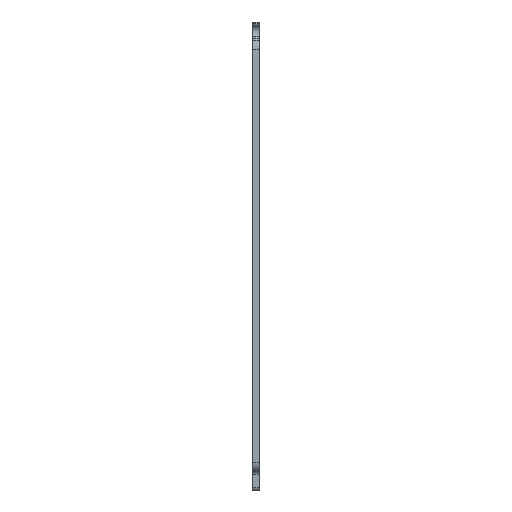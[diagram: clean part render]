
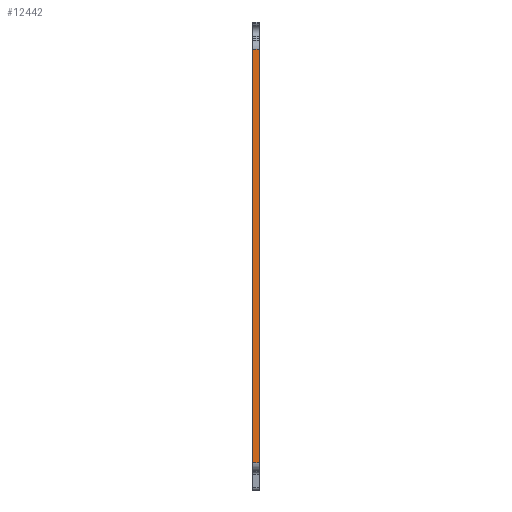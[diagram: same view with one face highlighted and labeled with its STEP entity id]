
A CAD part, left-side view. The second image highlights one B-rep face of the part: STEP entity #12442.
In plain terms, the highlighted planar face has unit normal (-1, 0, 0).
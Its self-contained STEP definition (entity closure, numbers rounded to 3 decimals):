
#188=PLANE('',#13731);
#544=FACE_OUTER_BOUND('',#1329,.T.);
#1329=EDGE_LOOP('',(#9764,#9765,#9766,#9767));
#1946=LINE('',#18270,#3213);
#2268=LINE('',#19557,#3535);
#2605=LINE('',#20798,#3872);
#2606=LINE('',#20800,#3873);
#3213=VECTOR('',#14444,10.);
#3535=VECTOR('',#15416,10.);
#3872=VECTOR('',#16411,10.);
#3873=VECTOR('',#16414,10.);
#5128=VERTEX_POINT('',#18267);
#5129=VERTEX_POINT('',#18269);
#5768=VERTEX_POINT('',#19554);
#5769=VERTEX_POINT('',#19556);
#6416=EDGE_CURVE('',#5129,#5128,#1946,.T.);
#7060=EDGE_CURVE('',#5768,#5769,#2268,.T.);
#7685=EDGE_CURVE('',#5129,#5768,#2605,.T.);
#7686=EDGE_CURVE('',#5769,#5128,#2606,.T.);
#9764=ORIENTED_EDGE('',*,*,#7685,.F.);
#9765=ORIENTED_EDGE('',*,*,#6416,.T.);
#9766=ORIENTED_EDGE('',*,*,#7686,.F.);
#9767=ORIENTED_EDGE('',*,*,#7060,.F.);
#12442=ADVANCED_FACE('',(#544),#188,.T.);
#13731=AXIS2_PLACEMENT_3D('',#20799,#16412,#16413);
#14444=DIRECTION('',(0.,0.,1.));
#15416=DIRECTION('',(0.,0.,1.));
#16411=DIRECTION('',(0.,1.,0.));
#16412=DIRECTION('center_axis',(-1.,0.,0.));
#16413=DIRECTION('ref_axis',(0.,0.,1.));
#16414=DIRECTION('',(0.,-1.,0.));
#18267=CARTESIAN_POINT('',(0.,0.,93.25));
#18269=CARTESIAN_POINT('',(0.,0.,2.));
#18270=CARTESIAN_POINT('',(0.,0.,0.));
#19554=CARTESIAN_POINT('',(0.,1.5,2.));
#19556=CARTESIAN_POINT('',(0.,1.5,93.25));
#19557=CARTESIAN_POINT('',(0.,1.5,0.));
#20798=CARTESIAN_POINT('',(0.,0.,2.));
#20799=CARTESIAN_POINT('Origin',(0.,0.,0.));
#20800=CARTESIAN_POINT('',(0.,0.,93.25));
